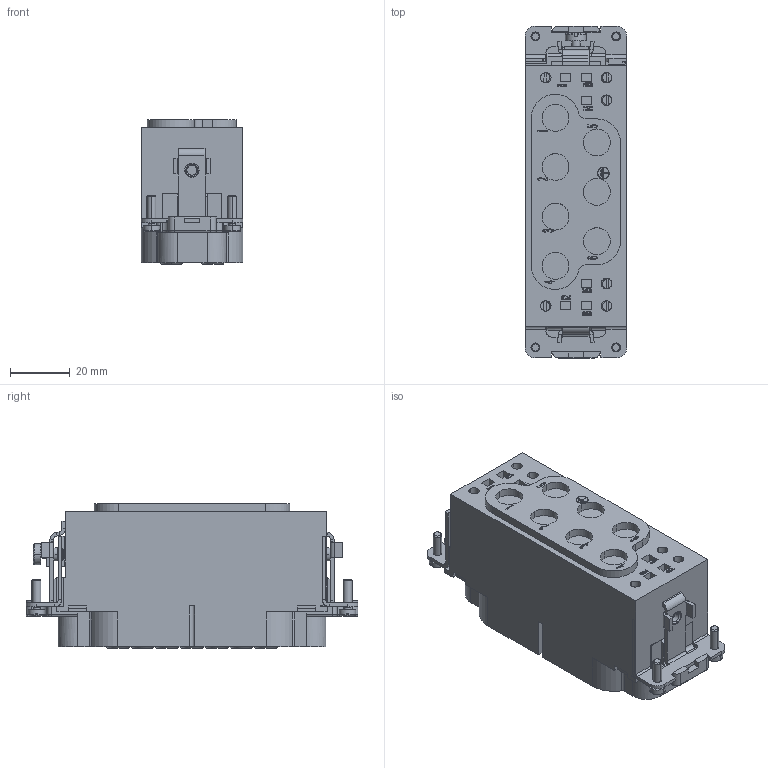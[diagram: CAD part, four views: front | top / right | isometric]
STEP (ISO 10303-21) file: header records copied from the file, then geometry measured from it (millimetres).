
FILE_DESCRIPTION((''),'2;1');
FILE_NAME('GC','2017-09-07T',('tl.yang'),(''),'PRO/ENGINEER BY PARAMETRIC TECHNOLOGY CORPORATION, 2011500','PRO/ENGINEER BY PARAMETRIC TECHNOLOGY CORPORATION, 2011500','');
FILE_SCHEMA(('CONFIG_CONTROL_DESIGN'));
Length unit declared in the file: millimetre
Products named in the file (1): GC
Bounding box: 34.1 x 111 x 48.45 mm (x, y, z)
Volume: 111299.1 mm3; surface area: 32025.7 mm2
Topology: 1 solids, 8 shells, 1844 faces, 4934 edges, 3209 vertices
Faces by surface type: plane 1469, cylinder 271, torus 68, cone 22, bspline 14
Entity records: 57565 total; most frequent: CARTESIAN_POINT 11107, ORIENTED_EDGE 9868, DIRECTION 9201, EDGE_CURVE 4934, VECTOR 4119, LINE 4119, VERTEX_POINT 3209, AXIS2_PLACEMENT_3D 2541
